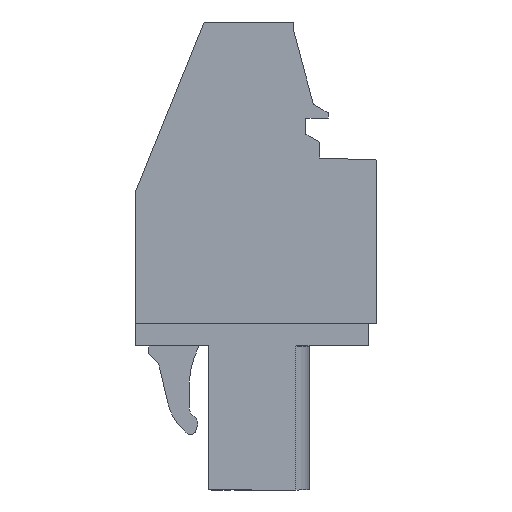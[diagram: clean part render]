
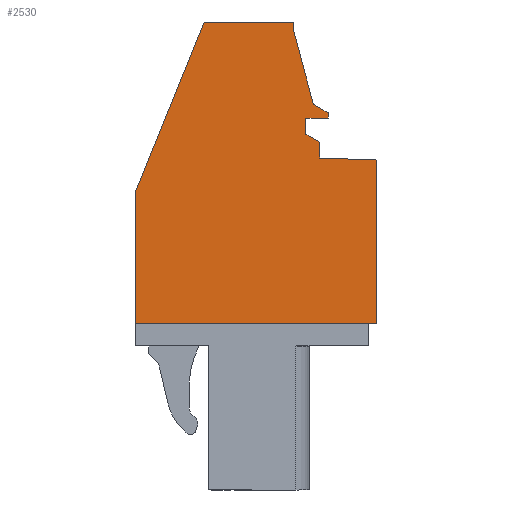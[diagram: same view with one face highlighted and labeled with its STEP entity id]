
A CAD part, left-side view. The second image highlights one B-rep face of the part: STEP entity #2530.
In plain terms, the highlighted planar face has unit normal (-1, 0, 0).
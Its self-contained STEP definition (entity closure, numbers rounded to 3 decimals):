
#2512=AXIS2_PLACEMENT_3D('Plane Axis2P3D',#2509,#2510,#2511) ;
#324=CARTESIAN_POINT('Vertex',(0.,0.,9.7)) ;
#327=CARTESIAN_POINT('Line Origine',(0.,7.05,9.7)) ;
#331=CARTESIAN_POINT('Vertex',(0.,14.1,9.7)) ;
#373=CARTESIAN_POINT('Vertex',(0.,0.,19.25)) ;
#376=CARTESIAN_POINT('Line Origine',(0.,0.,14.475)) ;
#676=CARTESIAN_POINT('Vertex',(0.,3.337,19.367)) ;
#679=CARTESIAN_POINT('Line Origine',(0.,1.668,19.308)) ;
#707=CARTESIAN_POINT('Vertex',(0.,3.337,20.288)) ;
#710=CARTESIAN_POINT('Line Origine',(0.,3.337,19.827)) ;
#738=CARTESIAN_POINT('Vertex',(0.,4.137,20.75)) ;
#741=CARTESIAN_POINT('Line Origine',(0.,3.737,20.519)) ;
#769=CARTESIAN_POINT('Vertex',(0.,4.137,21.7)) ;
#772=CARTESIAN_POINT('Line Origine',(0.,4.137,21.225)) ;
#800=CARTESIAN_POINT('Vertex',(0.,2.837,21.7)) ;
#803=CARTESIAN_POINT('Line Origine',(0.,3.487,21.7)) ;
#831=CARTESIAN_POINT('Vertex',(0.,2.837,22.)) ;
#834=CARTESIAN_POINT('Line Origine',(0.,2.837,21.85)) ;
#862=CARTESIAN_POINT('Vertex',(0.,3.703,22.5)) ;
#865=CARTESIAN_POINT('Line Origine',(0.,3.27,22.25)) ;
#893=CARTESIAN_POINT('Vertex',(0.,4.842,26.75)) ;
#896=CARTESIAN_POINT('Line Origine',(0.,4.272,24.625)) ;
#924=CARTESIAN_POINT('Vertex',(0.,4.842,27.3)) ;
#927=CARTESIAN_POINT('Line Origine',(0.,4.842,27.025)) ;
#955=CARTESIAN_POINT('Vertex',(0.,10.08,27.3)) ;
#958=CARTESIAN_POINT('Line Origine',(0.,7.461,27.3)) ;
#1258=CARTESIAN_POINT('Vertex',(0.,14.1,17.35)) ;
#1261=CARTESIAN_POINT('Line Origine',(0.,12.09,22.325)) ;
#1285=CARTESIAN_POINT('Line Origine',(0.,14.1,13.525)) ;
#2509=CARTESIAN_POINT('Axis2P3D Location',(0.,0.,0.)) ;
#328=DIRECTION('Vector Direction',(0.,-1.,0.)) ;
#377=DIRECTION('Vector Direction',(0.,0.,1.)) ;
#680=DIRECTION('Vector Direction',(0.,0.999,0.035)) ;
#711=DIRECTION('Vector Direction',(0.,0.,1.)) ;
#742=DIRECTION('Vector Direction',(0.,0.866,0.5)) ;
#773=DIRECTION('Vector Direction',(0.,0.,1.)) ;
#804=DIRECTION('Vector Direction',(0.,-1.,0.)) ;
#835=DIRECTION('Vector Direction',(0.,0.,1.)) ;
#866=DIRECTION('Vector Direction',(0.,0.866,0.5)) ;
#897=DIRECTION('Vector Direction',(0.,0.259,0.966)) ;
#928=DIRECTION('Vector Direction',(0.,0.,1.)) ;
#959=DIRECTION('Vector Direction',(0.,1.,0.)) ;
#1262=DIRECTION('Vector Direction',(0.,0.375,-0.927)) ;
#1286=DIRECTION('Vector Direction',(0.,0.,-1.)) ;
#2510=DIRECTION('Axis2P3D Direction',(-1.,0.,0.)) ;
#2511=DIRECTION('Axis2P3D XDirection',(0.,0.,1.)) ;
#329=VECTOR('Line Direction',#328,1.) ;
#378=VECTOR('Line Direction',#377,1.) ;
#681=VECTOR('Line Direction',#680,1.) ;
#712=VECTOR('Line Direction',#711,1.) ;
#743=VECTOR('Line Direction',#742,1.) ;
#774=VECTOR('Line Direction',#773,1.) ;
#805=VECTOR('Line Direction',#804,1.) ;
#836=VECTOR('Line Direction',#835,1.) ;
#867=VECTOR('Line Direction',#866,1.) ;
#898=VECTOR('Line Direction',#897,1.) ;
#929=VECTOR('Line Direction',#928,1.) ;
#960=VECTOR('Line Direction',#959,1.) ;
#1263=VECTOR('Line Direction',#1262,1.) ;
#1287=VECTOR('Line Direction',#1286,1.) ;
#2515=ORIENTED_EDGE('',*,*,#333,.T.) ;
#2516=ORIENTED_EDGE('',*,*,#380,.T.) ;
#2517=ORIENTED_EDGE('',*,*,#683,.T.) ;
#2518=ORIENTED_EDGE('',*,*,#714,.T.) ;
#2519=ORIENTED_EDGE('',*,*,#745,.T.) ;
#2520=ORIENTED_EDGE('',*,*,#776,.T.) ;
#2521=ORIENTED_EDGE('',*,*,#807,.T.) ;
#2522=ORIENTED_EDGE('',*,*,#838,.T.) ;
#2523=ORIENTED_EDGE('',*,*,#869,.T.) ;
#2524=ORIENTED_EDGE('',*,*,#900,.T.) ;
#2525=ORIENTED_EDGE('',*,*,#931,.T.) ;
#2526=ORIENTED_EDGE('',*,*,#962,.T.) ;
#2527=ORIENTED_EDGE('',*,*,#1265,.T.) ;
#2528=ORIENTED_EDGE('',*,*,#1289,.T.) ;
#2530=ADVANCED_FACE('PartBody',(#2529),#2513,.T.) ;
#333=EDGE_CURVE('',#332,#325,#330,.T.) ;
#380=EDGE_CURVE('',#325,#374,#379,.T.) ;
#683=EDGE_CURVE('',#374,#677,#682,.T.) ;
#714=EDGE_CURVE('',#677,#708,#713,.T.) ;
#745=EDGE_CURVE('',#708,#739,#744,.T.) ;
#776=EDGE_CURVE('',#739,#770,#775,.T.) ;
#807=EDGE_CURVE('',#770,#801,#806,.T.) ;
#838=EDGE_CURVE('',#801,#832,#837,.T.) ;
#869=EDGE_CURVE('',#832,#863,#868,.T.) ;
#900=EDGE_CURVE('',#863,#894,#899,.T.) ;
#931=EDGE_CURVE('',#894,#925,#930,.T.) ;
#962=EDGE_CURVE('',#925,#956,#961,.T.) ;
#1265=EDGE_CURVE('',#956,#1259,#1264,.T.) ;
#1289=EDGE_CURVE('',#1259,#332,#1288,.T.) ;
#2514=EDGE_LOOP('',(#2515,#2516,#2517,#2518,#2519,#2520,#2521,#2522,#2523,#2524,#2525,#2526,#2527,#2528)) ;
#2529=FACE_OUTER_BOUND('',#2514,.T.) ;
#330=LINE('Line',#327,#329) ;
#379=LINE('Line',#376,#378) ;
#682=LINE('Line',#679,#681) ;
#713=LINE('Line',#710,#712) ;
#744=LINE('Line',#741,#743) ;
#775=LINE('Line',#772,#774) ;
#806=LINE('Line',#803,#805) ;
#837=LINE('Line',#834,#836) ;
#868=LINE('Line',#865,#867) ;
#899=LINE('Line',#896,#898) ;
#930=LINE('Line',#927,#929) ;
#961=LINE('Line',#958,#960) ;
#1264=LINE('Line',#1261,#1263) ;
#1288=LINE('Line',#1285,#1287) ;
#2513=PLANE('',#2512) ;
#325=VERTEX_POINT('',#324) ;
#332=VERTEX_POINT('',#331) ;
#374=VERTEX_POINT('',#373) ;
#677=VERTEX_POINT('',#676) ;
#708=VERTEX_POINT('',#707) ;
#739=VERTEX_POINT('',#738) ;
#770=VERTEX_POINT('',#769) ;
#801=VERTEX_POINT('',#800) ;
#832=VERTEX_POINT('',#831) ;
#863=VERTEX_POINT('',#862) ;
#894=VERTEX_POINT('',#893) ;
#925=VERTEX_POINT('',#924) ;
#956=VERTEX_POINT('',#955) ;
#1259=VERTEX_POINT('',#1258) ;
